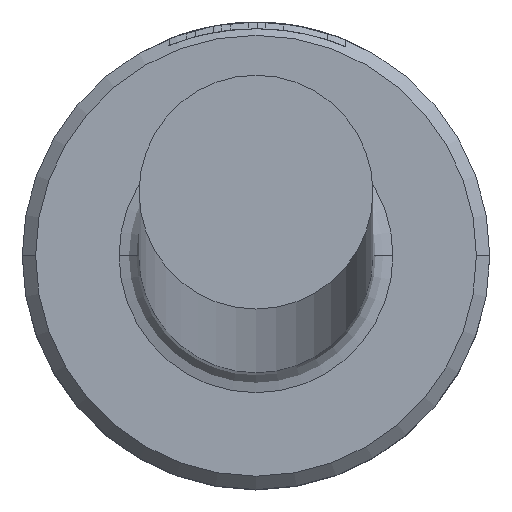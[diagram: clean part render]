
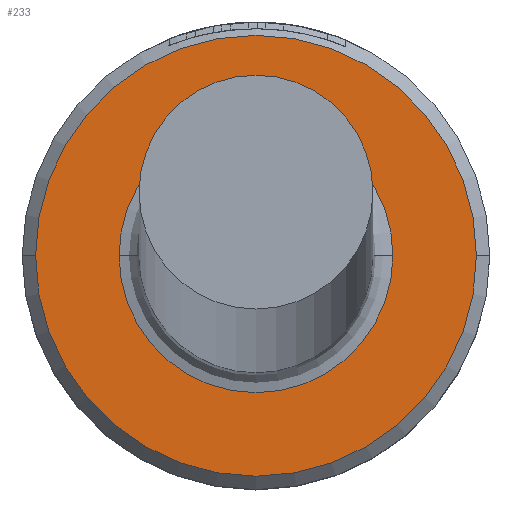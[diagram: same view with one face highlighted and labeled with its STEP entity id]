
A CAD part, top view. The second image highlights one B-rep face of the part: STEP entity #233.
In plain terms, the highlighted planar face has unit normal (0, 0, 1).
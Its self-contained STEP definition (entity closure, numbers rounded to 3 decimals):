
#3 = EDGE_CURVE ( 'NONE', #1128, #16, #354, .T. ) ;
#13 = ORIENTED_EDGE ( 'NONE', *, *, #3, .T. ) ;
#16 = VERTEX_POINT ( 'NONE', #891 ) ;
#19 = CARTESIAN_POINT ( 'NONE',  ( 0., 0., 4. ) ) ;
#75 = DIRECTION ( 'NONE',  ( -1., 0., 0. ) ) ;
#128 = DIRECTION ( 'NONE',  ( -1., 0., 0. ) ) ;
#133 = VERTEX_POINT ( 'NONE', #952 ) ;
#201 = AXIS2_PLACEMENT_3D ( 'NONE', #1139, #625, #75 ) ;
#225 = FACE_BOUND ( 'NONE', #249, .T. ) ;
#227 = FACE_OUTER_BOUND ( 'NONE', #417, .T. ) ;
#233 = ADVANCED_FACE ( 'NONE', ( #227, #225 ), #732, .T. ) ;
#241 = AXIS2_PLACEMENT_3D ( 'NONE', #1145, #1157, #900 ) ;
#245 = CIRCLE ( 'NONE', #201, 2.05 ) ;
#249 = EDGE_LOOP ( 'NONE', ( #741, #434 ) ) ;
#345 = VERTEX_POINT ( 'NONE', #993 ) ;
#354 = CIRCLE ( 'NONE', #241, 3.3 ) ;
#417 = EDGE_LOOP ( 'NONE', ( #549, #13 ) ) ;
#434 = ORIENTED_EDGE ( 'NONE', *, *, #608, .T. ) ;
#454 = CARTESIAN_POINT ( 'NONE',  ( 0., 0., 4. ) ) ;
#540 = AXIS2_PLACEMENT_3D ( 'NONE', #454, #1059, #545 ) ;
#545 = DIRECTION ( 'NONE',  ( 1., 0., 0. ) ) ;
#549 = ORIENTED_EDGE ( 'NONE', *, *, #904, .T. ) ;
#570 = DIRECTION ( 'NONE',  ( 1., 0., 0. ) ) ;
#608 = EDGE_CURVE ( 'NONE', #133, #345, #245, .T. ) ;
#625 = DIRECTION ( 'NONE',  ( 0., 0., -1. ) ) ;
#652 = DIRECTION ( 'NONE',  ( 0., 0., 1. ) ) ;
#668 = DIRECTION ( 'NONE',  ( 0., 0., -1. ) ) ;
#669 = CIRCLE ( 'NONE', #540, 3.3 ) ;
#732 = PLANE ( 'NONE',  #947 ) ;
#741 = ORIENTED_EDGE ( 'NONE', *, *, #1080, .T. ) ;
#755 = AXIS2_PLACEMENT_3D ( 'NONE', #19, #668, #128 ) ;
#827 = CARTESIAN_POINT ( 'NONE',  ( 0., 0., 4. ) ) ;
#891 = CARTESIAN_POINT ( 'NONE',  ( -3.3, 0., 4. ) ) ;
#900 = DIRECTION ( 'NONE',  ( 1., 0., 0. ) ) ;
#904 = EDGE_CURVE ( 'NONE', #16, #1128, #669, .T. ) ;
#924 = CARTESIAN_POINT ( 'NONE',  ( 3.3, 0., 4. ) ) ;
#947 = AXIS2_PLACEMENT_3D ( 'NONE', #827, #652, #570 ) ;
#952 = CARTESIAN_POINT ( 'NONE',  ( 2.05, 0., 4. ) ) ;
#993 = CARTESIAN_POINT ( 'NONE',  ( -2.05, 0., 4. ) ) ;
#1046 = CIRCLE ( 'NONE', #755, 2.05 ) ;
#1059 = DIRECTION ( 'NONE',  ( 0., 0., 1. ) ) ;
#1080 = EDGE_CURVE ( 'NONE', #345, #133, #1046, .T. ) ;
#1128 = VERTEX_POINT ( 'NONE', #924 ) ;
#1139 = CARTESIAN_POINT ( 'NONE',  ( 0., 0., 4. ) ) ;
#1145 = CARTESIAN_POINT ( 'NONE',  ( 0., 0., 4. ) ) ;
#1157 = DIRECTION ( 'NONE',  ( 0., 0., 1. ) ) ;
